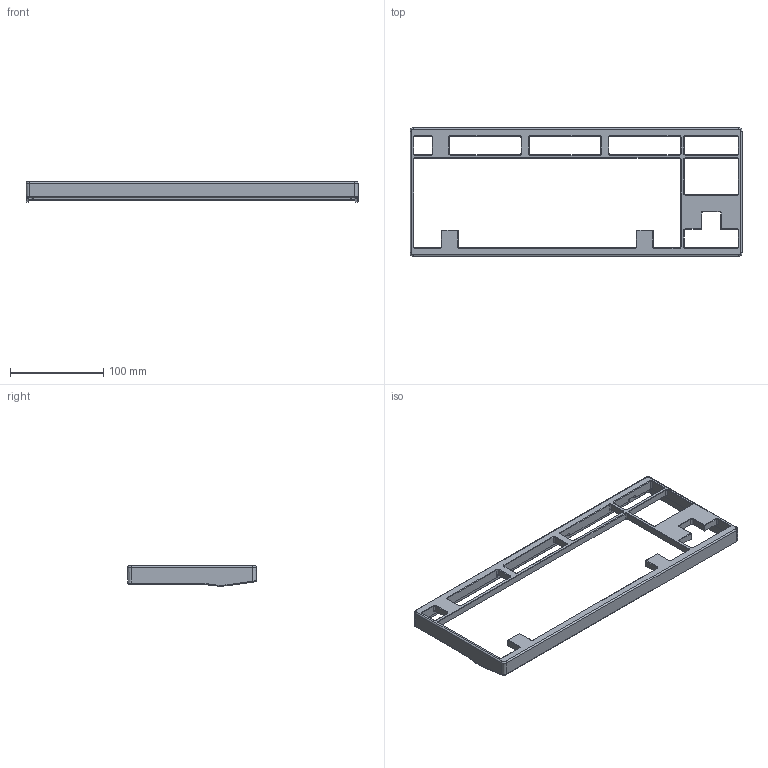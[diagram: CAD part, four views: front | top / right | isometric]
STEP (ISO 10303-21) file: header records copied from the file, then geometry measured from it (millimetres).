
FILE_DESCRIPTION(/* description */ ('','CAx-IF Rec.Pracs.---Representation and Presentation of Product Manufacturing Information (PMI)---4.0---2014-10-13'),/* implementation_level */ '2;1');
FILE_NAME(/* name */ 'Astra_top.step',/* time_stamp */ '2024-12-24T14:40:51+01:00',/* author */ (''),/* organization */ (''),/* preprocessor_version */ 'ST-DEVELOPER v20',/* originating_system */ 'Autodesk Translation Framework v13.20.0.188',/* authorisation */ '');
FILE_SCHEMA (('AP242_MANAGED_MODEL_BASED_3D_ENGINEERING_MIM_LF { 1 0 10303 442 1 1 4 }'));
Length unit declared in the file: millimetre
Products named in the file (2): Astra; TOP
Assembly tree (1 placements, depth 2):
  Astra
    TOP
Bounding box: 356.61 x 138.01 x 21.88 mm (x, y, z)
Volume: 138563.8 mm3; surface area: 67955.3 mm2
Topology: 1 solids, 1 shells, 341 faces, 895 edges, 543 vertices
Faces by surface type: plane 138, cylinder 110, cone 65, bspline 24, torus 4
Full cylindrical faces by diameter (mm): 2.075 x7, 2.529 x4
Entity records: 11456 total; most frequent: CARTESIAN_POINT 3053, ORIENTED_EDGE 1756, DIRECTION 1738, EDGE_CURVE 878, AXIS2_PLACEMENT_3D 588, LINE 562, VECTOR 562, VERTEX_POINT 543
